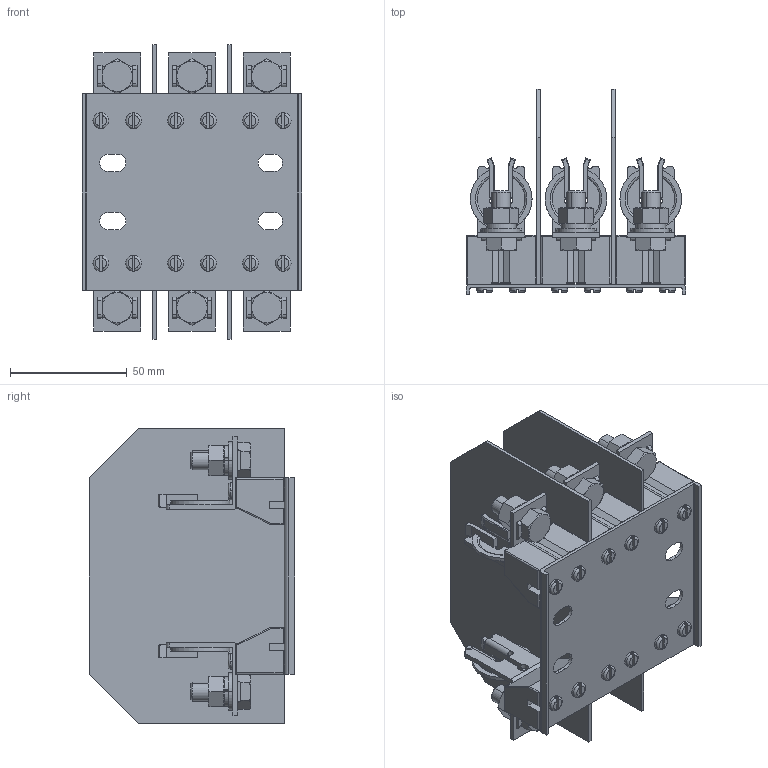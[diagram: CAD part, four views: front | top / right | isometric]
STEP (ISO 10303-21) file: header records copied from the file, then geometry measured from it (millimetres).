
FILE_DESCRIPTION((''),'2;1');
FILE_NAME('004132100_PK_00_M8_M8_3P_S_ASM','2023-10-23T07:21:09',('klemen.sitar'),('Audax d.o.o.'),'CREO PARAMETRIC BY PTC INC, 2021304','CREO PARAMETRIC BY PTC INC, 2021304','');
FILE_SCHEMA(('AP242_MANAGED_MODEL_BASED_3D_ENGINEERING_MIM_LF { 1 0 10303 442 1 1 4 }'));
Products named in the file (27): 0000030997_1_1_1_1_2_1; 0000046517_1_1_1_1; 0000031008_AF0_1_1_2_3_4_1_1_1; 0000031008_AF1_1_1_1_1_2_1; 0000031022_1_1_1_1_2_1; 0000031029_1_1_2_3_1_1_1; 0000031031_1_1_2_3_1_1_1; 0000031032_1_1_2_3_1_1_1; 0000031030_1_1_2_3_1_1_1; M8_ASM_1_ASM_1_ASM; M8_1_ASM_1_ASM_1_ASM; 004129010_ZP_PT_00-1_ASM_1_ASM_; ASM0002_ASM_1_1_ASM_1_ASM_1; 004129020_PZP_PT_00-1_ASM_1_ASM; PLASTIK_FANTASTIK_ASM_1_ASM_1_ASM; 004123000_PK00_M8-M8_1P_S_-5030_ASM; P_ART_ASM_1_ASM; PRT0006_1; PRT0004_1_1_2_1_1; PRT0004_1_1_2_2_1; PRT0004_1_1_2_3_1; PRT0004_1_1_2_ASM_1_ASM; ASM0002_ASM_1_1_2_ASM_1_ASM; ASM0003_ASM_1_ASM; 004123000_PK00_M8-M8_1P_S-14817_ASM; PRT0002; 004132100_PK_00_M8_M8_3P_S_ASM
Assembly tree (42 placements, depth 6):
  004132100_PK_00_M8_M8_3P_S_ASM
    004123000_PK00_M8-M8_1P_S-14817_ASM
      P_ART_ASM_1_ASM  x3
        004123000_PK00_M8-M8_1P_S_-5030_ASM
          0000030997_1_1_1_1_2_1  x2
          0000046517_1_1_1_1  x2
          0000031008_AF0_1_1_2_3_4_1_1_1
          0000031008_AF1_1_1_1_1_2_1
          0000031022_1_1_1_1_2_1  x8
          M8_ASM_1_ASM_1_ASM
            0000031029_1_1_2_3_1_1_1
            0000031031_1_1_2_3_1_1_1
            0000031032_1_1_2_3_1_1_1
            0000031030_1_1_2_3_1_1_1
          M8_1_ASM_1_ASM_1_ASM
            0000031029_1_1_2_3_1_1_1
            0000031031_1_1_2_3_1_1_1
            0000031032_1_1_2_3_1_1_1
            0000031030_1_1_2_3_1_1_1
          PLASTIK_FANTASTIK_ASM_1_ASM_1_ASM
            004129010_ZP_PT_00-1_ASM_1_ASM_
            ASM0002_ASM_1_1_ASM_1_ASM_1
            004129020_PZP_PT_00-1_ASM_1_ASM
      PRT0006_1
      ASM0003_ASM_1_ASM
        ASM0002_ASM_1_1_2_ASM_1_ASM
          PRT0004_1_1_2_ASM_1_ASM
            PRT0004_1_1_2_1_1
            PRT0004_1_1_2_2_1
            PRT0004_1_1_2_3_1
    PRT0002  x2
Bounding box: 94.01 x 88 x 126 mm (x, y, z)
Volume: 137751.4 mm3; surface area: 122760.1 mm2
Topology: 72 solids, 90 shells, 2035 faces, 5789 edges, 3889 vertices
Faces by surface type: plane 995, cylinder 566, cone 216, torus 150, bspline 84, sphere 24
Entity records: 20606 total; most frequent: CARTESIAN_POINT 3759, DIRECTION 2279, ORIENTED_EDGE 2194, EDGE_CURVE 1099, AXIS2_PLACEMENT_3D 816, VERTEX_POINT 757, VECTOR 647, LINE 647
